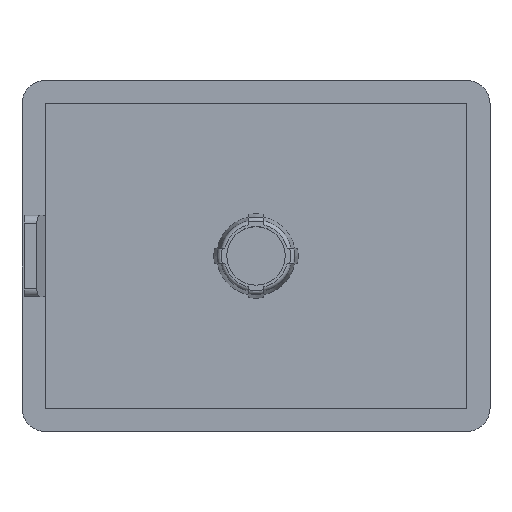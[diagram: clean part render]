
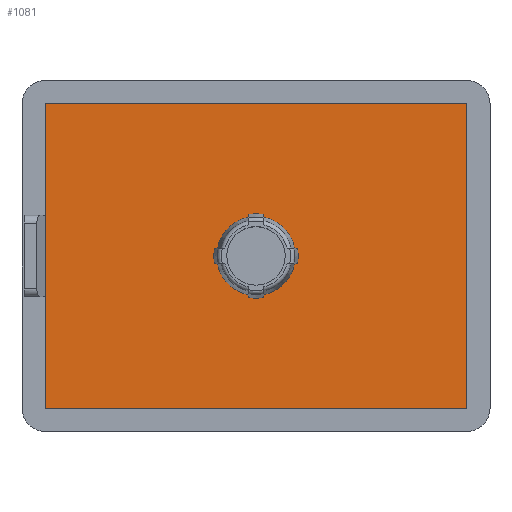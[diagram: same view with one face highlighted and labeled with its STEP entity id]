
A CAD part, top view. The second image highlights one B-rep face of the part: STEP entity #1081.
In plain terms, the highlighted planar face has unit normal (0, 0, 1).
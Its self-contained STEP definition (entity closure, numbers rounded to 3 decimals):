
#22=FACE_BOUND('',#325,.T.);
#25=PLANE('',#1179);
#65=LINE('',#1699,#145);
#66=LINE('',#1701,#146);
#67=LINE('',#1703,#147);
#68=LINE('',#1704,#148);
#69=LINE('',#1707,#149);
#70=LINE('',#1711,#150);
#71=LINE('',#1715,#151);
#72=LINE('',#1718,#152);
#73=LINE('',#1720,#153);
#74=LINE('',#1724,#154);
#75=LINE('',#1728,#155);
#76=LINE('',#1732,#156);
#145=VECTOR('',#1337,1000.);
#146=VECTOR('',#1338,1000.);
#147=VECTOR('',#1339,1000.);
#148=VECTOR('',#1340,1000.);
#149=VECTOR('',#1341,1000.);
#150=VECTOR('',#1344,1000.);
#151=VECTOR('',#1347,1000.);
#152=VECTOR('',#1350,1000.);
#153=VECTOR('',#1351,1000.);
#154=VECTOR('',#1354,1000.);
#155=VECTOR('',#1357,1000.);
#156=VECTOR('',#1360,1000.);
#258=FACE_OUTER_BOUND('',#324,.T.);
#324=EDGE_LOOP('',(#766,#767,#768,#769));
#325=EDGE_LOOP('',(#770,#771,#772,#773,#774,#775,#776,#777,#778,#779,#780,
#781,#782,#783,#784,#785));
#410=CIRCLE('',#1173,5.4);
#415=CIRCLE('',#1180,5.05);
#416=CIRCLE('',#1181,5.4);
#417=CIRCLE('',#1182,5.05);
#418=CIRCLE('',#1183,5.05);
#419=CIRCLE('',#1184,5.4);
#420=CIRCLE('',#1185,5.05);
#421=CIRCLE('',#1186,5.4);
#468=VERTEX_POINT('',#1658);
#469=VERTEX_POINT('',#1660);
#486=VERTEX_POINT('',#1697);
#487=VERTEX_POINT('',#1698);
#488=VERTEX_POINT('',#1700);
#489=VERTEX_POINT('',#1702);
#490=VERTEX_POINT('',#1705);
#491=VERTEX_POINT('',#1706);
#492=VERTEX_POINT('',#1708);
#493=VERTEX_POINT('',#1710);
#494=VERTEX_POINT('',#1712);
#495=VERTEX_POINT('',#1714);
#496=VERTEX_POINT('',#1716);
#497=VERTEX_POINT('',#1719);
#498=VERTEX_POINT('',#1721);
#499=VERTEX_POINT('',#1723);
#500=VERTEX_POINT('',#1725);
#501=VERTEX_POINT('',#1727);
#502=VERTEX_POINT('',#1729);
#503=VERTEX_POINT('',#1731);
#578=EDGE_CURVE('',#468,#469,#410,.T.);
#596=EDGE_CURVE('',#486,#487,#65,.T.);
#597=EDGE_CURVE('',#487,#488,#66,.T.);
#598=EDGE_CURVE('',#488,#489,#67,.T.);
#599=EDGE_CURVE('',#489,#486,#68,.T.);
#600=EDGE_CURVE('',#490,#491,#69,.T.);
#601=EDGE_CURVE('',#492,#490,#415,.T.);
#602=EDGE_CURVE('',#493,#492,#70,.T.);
#603=EDGE_CURVE('',#494,#493,#416,.T.);
#604=EDGE_CURVE('',#495,#494,#71,.T.);
#605=EDGE_CURVE('',#496,#495,#417,.T.);
#606=EDGE_CURVE('',#469,#496,#72,.T.);
#607=EDGE_CURVE('',#497,#468,#73,.T.);
#608=EDGE_CURVE('',#498,#497,#418,.T.);
#609=EDGE_CURVE('',#499,#498,#74,.T.);
#610=EDGE_CURVE('',#500,#499,#419,.T.);
#611=EDGE_CURVE('',#501,#500,#75,.T.);
#612=EDGE_CURVE('',#502,#501,#420,.T.);
#613=EDGE_CURVE('',#503,#502,#76,.T.);
#614=EDGE_CURVE('',#491,#503,#421,.T.);
#766=ORIENTED_EDGE('',*,*,#596,.T.);
#767=ORIENTED_EDGE('',*,*,#597,.T.);
#768=ORIENTED_EDGE('',*,*,#598,.T.);
#769=ORIENTED_EDGE('',*,*,#599,.T.);
#770=ORIENTED_EDGE('',*,*,#600,.F.);
#771=ORIENTED_EDGE('',*,*,#601,.F.);
#772=ORIENTED_EDGE('',*,*,#602,.F.);
#773=ORIENTED_EDGE('',*,*,#603,.F.);
#774=ORIENTED_EDGE('',*,*,#604,.F.);
#775=ORIENTED_EDGE('',*,*,#605,.F.);
#776=ORIENTED_EDGE('',*,*,#606,.F.);
#777=ORIENTED_EDGE('',*,*,#578,.F.);
#778=ORIENTED_EDGE('',*,*,#607,.F.);
#779=ORIENTED_EDGE('',*,*,#608,.F.);
#780=ORIENTED_EDGE('',*,*,#609,.F.);
#781=ORIENTED_EDGE('',*,*,#610,.F.);
#782=ORIENTED_EDGE('',*,*,#611,.F.);
#783=ORIENTED_EDGE('',*,*,#612,.F.);
#784=ORIENTED_EDGE('',*,*,#613,.F.);
#785=ORIENTED_EDGE('',*,*,#614,.F.);
#1081=ADVANCED_FACE('',(#258,#22),#25,.T.);
#1173=AXIS2_PLACEMENT_3D('',#1661,#1310,#1311);
#1179=AXIS2_PLACEMENT_3D('',#1696,#1335,#1336);
#1180=AXIS2_PLACEMENT_3D('',#1709,#1342,#1343);
#1181=AXIS2_PLACEMENT_3D('',#1713,#1345,#1346);
#1182=AXIS2_PLACEMENT_3D('',#1717,#1348,#1349);
#1183=AXIS2_PLACEMENT_3D('',#1722,#1352,#1353);
#1184=AXIS2_PLACEMENT_3D('',#1726,#1355,#1356);
#1185=AXIS2_PLACEMENT_3D('',#1730,#1358,#1359);
#1186=AXIS2_PLACEMENT_3D('',#1733,#1361,#1362);
#1310=DIRECTION('center_axis',(0.,0.,1.));
#1311=DIRECTION('ref_axis',(1.,0.,0.));
#1335=DIRECTION('center_axis',(0.,0.,1.));
#1336=DIRECTION('ref_axis',(1.,0.,0.));
#1337=DIRECTION('',(0.,-1.,0.));
#1338=DIRECTION('',(1.,0.,0.));
#1339=DIRECTION('',(0.,1.,0.));
#1340=DIRECTION('',(-1.,0.,0.));
#1341=DIRECTION('',(1.,0.,0.));
#1342=DIRECTION('center_axis',(0.,0.,1.));
#1343=DIRECTION('ref_axis',(1.,0.,0.));
#1344=DIRECTION('',(0.,1.,0.));
#1345=DIRECTION('center_axis',(0.,0.,1.));
#1346=DIRECTION('ref_axis',(1.,0.,0.));
#1347=DIRECTION('',(0.,-1.,0.));
#1348=DIRECTION('center_axis',(0.,0.,1.));
#1349=DIRECTION('ref_axis',(1.,0.,0.));
#1350=DIRECTION('',(1.,0.,0.));
#1351=DIRECTION('',(-1.,0.,0.));
#1352=DIRECTION('center_axis',(0.,0.,1.));
#1353=DIRECTION('ref_axis',(1.,0.,0.));
#1354=DIRECTION('',(0.,-1.,0.));
#1355=DIRECTION('center_axis',(0.,0.,1.));
#1356=DIRECTION('ref_axis',(1.,0.,0.));
#1357=DIRECTION('',(0.,1.,0.));
#1358=DIRECTION('center_axis',(0.,0.,1.));
#1359=DIRECTION('ref_axis',(1.,0.,0.));
#1360=DIRECTION('',(-1.,0.,0.));
#1361=DIRECTION('center_axis',(0.,0.,1.));
#1362=DIRECTION('ref_axis',(1.,0.,0.));
#1658=CARTESIAN_POINT('',(-5.307,1.,3.));
#1660=CARTESIAN_POINT('',(-5.307,-1.,3.));
#1661=CARTESIAN_POINT('Origin',(0.,0.,3.));
#1696=CARTESIAN_POINT('Origin',(-27.,-19.5,3.));
#1697=CARTESIAN_POINT('',(-27.,19.5,3.));
#1698=CARTESIAN_POINT('',(-27.,-19.5,3.));
#1699=CARTESIAN_POINT('',(-27.,19.5,3.));
#1700=CARTESIAN_POINT('',(27.,-19.5,3.));
#1701=CARTESIAN_POINT('',(-27.,-19.5,3.));
#1702=CARTESIAN_POINT('',(27.,19.5,3.));
#1703=CARTESIAN_POINT('',(27.,19.5,3.));
#1704=CARTESIAN_POINT('',(-27.,19.5,3.));
#1705=CARTESIAN_POINT('',(4.95,-1.,3.));
#1706=CARTESIAN_POINT('',(5.307,-1.,3.));
#1707=CARTESIAN_POINT('',(4.95,-1.,3.));
#1708=CARTESIAN_POINT('',(1.,-4.95,3.));
#1709=CARTESIAN_POINT('Origin',(0.,0.,3.));
#1710=CARTESIAN_POINT('',(1.,-5.307,3.));
#1711=CARTESIAN_POINT('',(1.,-4.95,3.));
#1712=CARTESIAN_POINT('',(-1.,-5.307,3.));
#1713=CARTESIAN_POINT('Origin',(0.,0.,3.));
#1714=CARTESIAN_POINT('',(-1.,-4.95,3.));
#1715=CARTESIAN_POINT('',(-1.,-4.95,3.));
#1716=CARTESIAN_POINT('',(-4.95,-1.,3.));
#1717=CARTESIAN_POINT('Origin',(0.,0.,3.));
#1718=CARTESIAN_POINT('',(-5.307,-1.,3.));
#1719=CARTESIAN_POINT('',(-4.95,1.,3.));
#1720=CARTESIAN_POINT('',(-5.307,1.,3.));
#1721=CARTESIAN_POINT('',(-1.,4.95,3.));
#1722=CARTESIAN_POINT('Origin',(0.,0.,3.));
#1723=CARTESIAN_POINT('',(-1.,5.307,3.));
#1724=CARTESIAN_POINT('',(-1.,5.307,3.));
#1725=CARTESIAN_POINT('',(1.,5.307,3.));
#1726=CARTESIAN_POINT('Origin',(0.,0.,3.));
#1727=CARTESIAN_POINT('',(1.,4.95,3.));
#1728=CARTESIAN_POINT('',(1.,5.307,3.));
#1729=CARTESIAN_POINT('',(4.95,1.,3.));
#1730=CARTESIAN_POINT('Origin',(0.,0.,3.));
#1731=CARTESIAN_POINT('',(5.307,1.,3.));
#1732=CARTESIAN_POINT('',(4.95,1.,3.));
#1733=CARTESIAN_POINT('Origin',(0.,0.,3.));
